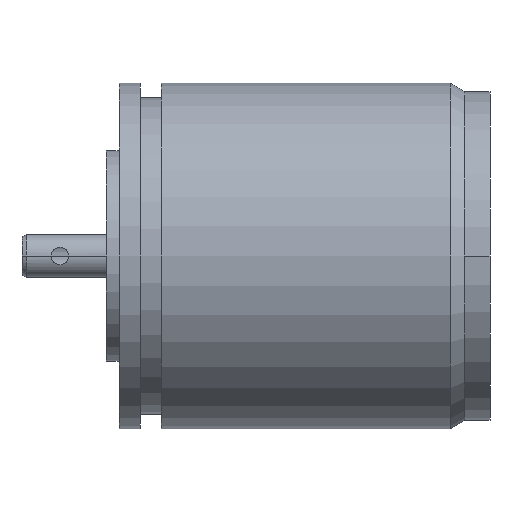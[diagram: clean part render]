
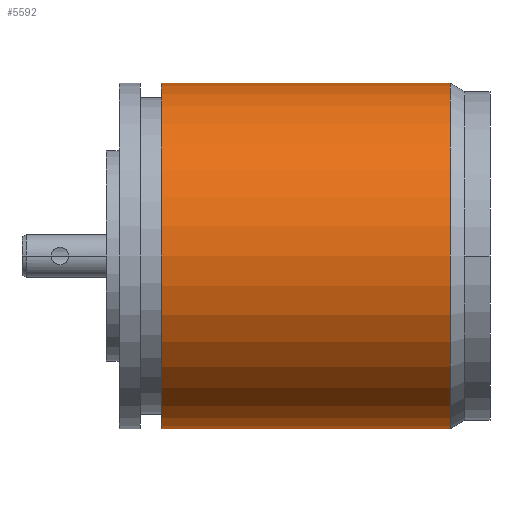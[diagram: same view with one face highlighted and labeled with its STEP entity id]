
A CAD part, front view. The second image highlights one B-rep face of the part: STEP entity #5592.
In plain terms, the highlighted cylindrical face has radius 41 mm (diameter 82 mm), a partial arc.
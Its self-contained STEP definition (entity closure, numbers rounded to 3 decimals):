
#1513 = CARTESIAN_POINT ( 'NONE',  ( -11.202, 0., -41. ) ) ;
#1516 = LINE ( 'NONE', #1513, #2581 ) ;
#1834 = ORIENTED_EDGE ( 'NONE', *, *, #3844, .T. ) ;
#2581 = VECTOR ( 'NONE', #10872, 1000. ) ;
#2630 = VECTOR ( 'NONE', #10964, 1000. ) ;
#3399 = AXIS2_PLACEMENT_3D ( 'NONE', #9007, #9033, #9034 ) ;
#3844 = EDGE_CURVE ( 'NONE', #4953, #13838, #4156, .T. ) ;
#3846 = EDGE_CURVE ( 'NONE', #5017, #5021, #4148, .T. ) ;
#4142 = AXIS2_PLACEMENT_3D ( 'NONE', #4740, #4741, #4742 ) ;
#4148 = CIRCLE ( 'NONE', #4163, 41. ) ;
#4156 = CIRCLE ( 'NONE', #4142, 41. ) ;
#4163 = AXIS2_PLACEMENT_3D ( 'NONE', #4747, #4748, #4749 ) ;
#4621 = CARTESIAN_POINT ( 'NONE',  ( 81.536, 0., 41. ) ) ;
#4740 = CARTESIAN_POINT ( 'NONE',  ( 81.536, 0., 0. ) ) ;
#4741 = DIRECTION ( 'NONE',  ( -1., 0., 0. ) ) ;
#4742 = DIRECTION ( 'NONE',  ( 0., 0., 1. ) ) ;
#4747 = CARTESIAN_POINT ( 'NONE',  ( 13., 0., 0. ) ) ;
#4748 = DIRECTION ( 'NONE',  ( -1., 0., 0. ) ) ;
#4749 = DIRECTION ( 'NONE',  ( 0., 0., 1. ) ) ;
#4953 = VERTEX_POINT ( 'NONE', #9590 ) ;
#5017 = VERTEX_POINT ( 'NONE', #9654 ) ;
#5021 = VERTEX_POINT ( 'NONE', #9658 ) ;
#5264 = EDGE_LOOP ( 'NONE', ( #10194, #1834, #10272, #10220 ) ) ;
#5592 = ADVANCED_FACE ( 'NONE', ( #9023 ), #9022, .T. ) ;
#9007 = CARTESIAN_POINT ( 'NONE',  ( -11.202, 0., 0. ) ) ;
#9022 = CYLINDRICAL_SURFACE ( 'NONE', #3399, 41. ) ;
#9023 = FACE_OUTER_BOUND ( 'NONE', #5264, .T. ) ;
#9033 = DIRECTION ( 'NONE',  ( -1., 0., 0. ) ) ;
#9034 = DIRECTION ( 'NONE',  ( 0., 0., 1. ) ) ;
#9466 = EDGE_CURVE ( 'NONE', #4953, #5017, #1516, .T. ) ;
#9497 = EDGE_CURVE ( 'NONE', #13838, #5021, #10955, .T. ) ;
#9590 = CARTESIAN_POINT ( 'NONE',  ( 81.536, 0., -41. ) ) ;
#9654 = CARTESIAN_POINT ( 'NONE',  ( 13., 0., -41. ) ) ;
#9658 = CARTESIAN_POINT ( 'NONE',  ( 13., 0., 41. ) ) ;
#10194 = ORIENTED_EDGE ( 'NONE', *, *, #9466, .F. ) ;
#10220 = ORIENTED_EDGE ( 'NONE', *, *, #3846, .F. ) ;
#10272 = ORIENTED_EDGE ( 'NONE', *, *, #9497, .T. ) ;
#10872 = DIRECTION ( 'NONE',  ( -1., 0., 0. ) ) ;
#10955 = LINE ( 'NONE', #10963, #2630 ) ;
#10963 = CARTESIAN_POINT ( 'NONE',  ( -11.202, 0., 41. ) ) ;
#10964 = DIRECTION ( 'NONE',  ( -1., 0., 0. ) ) ;
#13838 = VERTEX_POINT ( 'NONE', #4621 ) ;
